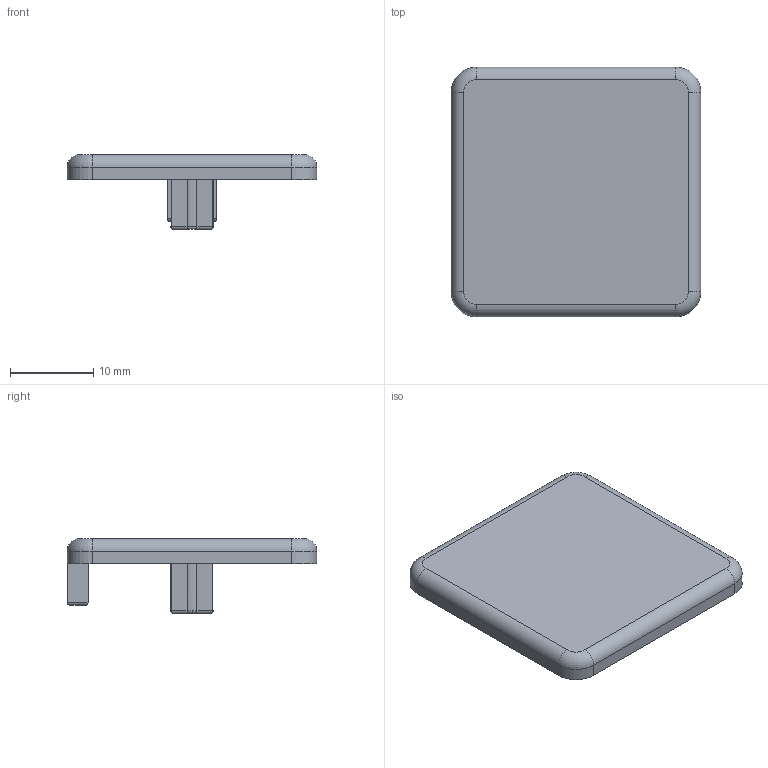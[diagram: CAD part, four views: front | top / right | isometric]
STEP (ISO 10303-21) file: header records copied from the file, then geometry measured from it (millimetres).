
FILE_DESCRIPTION (( 'STEP AP214' ), '1' );
FILE_NAME ('084.201.086.STEP', '2019-02-14T15:59:08', ( '' ), ( '' ), 'SwSTEP 2.0', 'SolidWorks 2018', '' );
FILE_SCHEMA (( 'AUTOMOTIVE_DESIGN' ));
Length unit declared in the file: millimetre
Products named in the file (1): 084.201.086
Bounding box: 30 x 30 x 9 mm (x, y, z)
Volume: 2180.8 mm3; surface area: 2432.8 mm2
Topology: 1 solids, 1 shells, 100 faces, 249 edges, 156 vertices
Faces by surface type: cylinder 33, plane 30, bspline 24, torus 13
Entity records: 3134 total; most frequent: CARTESIAN_POINT 882, ORIENTED_EDGE 498, DIRECTION 398, EDGE_CURVE 249, VERTEX_POINT 156, AXIS2_PLACEMENT_3D 136, VECTOR 126, LINE 126
